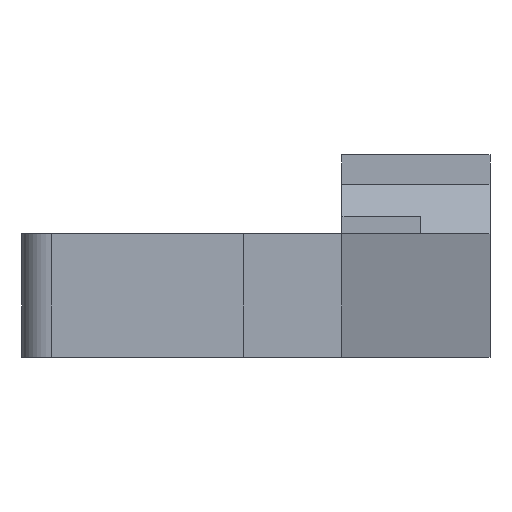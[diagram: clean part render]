
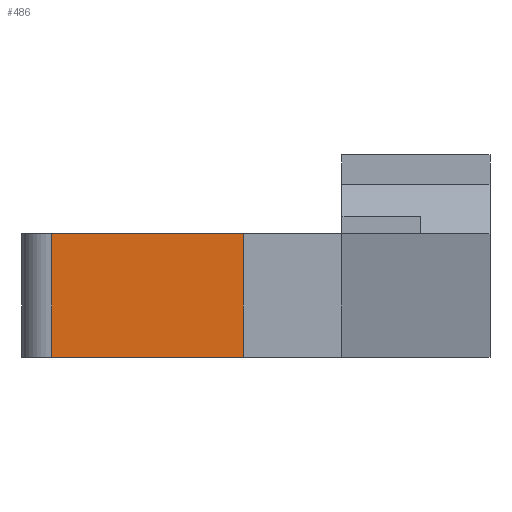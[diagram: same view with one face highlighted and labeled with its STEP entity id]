
A CAD part, left-side view. The second image highlights one B-rep face of the part: STEP entity #486.
In plain terms, the highlighted planar face has unit normal (-1, 0, 0).
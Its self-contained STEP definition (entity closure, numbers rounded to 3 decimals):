
#129 = DIRECTION ( 'NONE',  ( 0., -1., 0. ) ) ;
#400 = LINE ( 'NONE', #1587, #1992 ) ;
#486 = ADVANCED_FACE ( 'NONE', ( #3398 ), #1827, .T. ) ;
#654 = EDGE_CURVE ( 'NONE', #3516, #3558, #2102, .T. ) ;
#705 = EDGE_LOOP ( 'NONE', ( #3186, #1098, #2934, #3623 ) ) ;
#1098 = ORIENTED_EDGE ( 'NONE', *, *, #3808, .T. ) ;
#1238 = VECTOR ( 'NONE', #2786, 1000. ) ;
#1242 = DIRECTION ( 'NONE',  ( -1., 0., 0. ) ) ;
#1343 = VERTEX_POINT ( 'NONE', #2692 ) ;
#1567 = DIRECTION ( 'NONE',  ( 0., 0., 1. ) ) ;
#1587 = CARTESIAN_POINT ( 'NONE',  ( -72.5, 152.5, 4.5 ) ) ;
#1621 = EDGE_CURVE ( 'NONE', #1343, #2592, #400, .T. ) ;
#1827 = PLANE ( 'NONE',  #3813 ) ;
#1860 = CARTESIAN_POINT ( 'NONE',  ( -72.5, -142.5, 313.369 ) ) ;
#1903 = CARTESIAN_POINT ( 'NONE',  ( -72.5, -142.5, 4.5 ) ) ;
#1992 = VECTOR ( 'NONE', #2823, 1000. ) ;
#2102 = LINE ( 'NONE', #3047, #3213 ) ;
#2151 = CARTESIAN_POINT ( 'NONE',  ( -72.5, 152.5, 313.369 ) ) ;
#2255 = CARTESIAN_POINT ( 'NONE',  ( -72.5, -123.074, 313.369 ) ) ;
#2515 = LINE ( 'NONE', #1860, #2989 ) ;
#2557 = CARTESIAN_POINT ( 'NONE',  ( -72.5, -123.074, -8. ) ) ;
#2592 = VERTEX_POINT ( 'NONE', #1903 ) ;
#2692 = CARTESIAN_POINT ( 'NONE',  ( -72.5, -123.074, 4.5 ) ) ;
#2786 = DIRECTION ( 'NONE',  ( 0., 0., 1. ) ) ;
#2823 = DIRECTION ( 'NONE',  ( 0., -1., 0. ) ) ;
#2934 = ORIENTED_EDGE ( 'NONE', *, *, #1621, .F. ) ;
#2945 = LINE ( 'NONE', #2255, #1238 ) ;
#2989 = VECTOR ( 'NONE', #1567, 1000. ) ;
#2999 = DIRECTION ( 'NONE',  ( 0., -1., 0. ) ) ;
#3047 = CARTESIAN_POINT ( 'NONE',  ( -72.5, 152.5, -8. ) ) ;
#3186 = ORIENTED_EDGE ( 'NONE', *, *, #654, .T. ) ;
#3213 = VECTOR ( 'NONE', #129, 1000. ) ;
#3355 = EDGE_CURVE ( 'NONE', #3516, #1343, #2945, .T. ) ;
#3398 = FACE_OUTER_BOUND ( 'NONE', #705, .T. ) ;
#3516 = VERTEX_POINT ( 'NONE', #2557 ) ;
#3558 = VERTEX_POINT ( 'NONE', #3760 ) ;
#3623 = ORIENTED_EDGE ( 'NONE', *, *, #3355, .F. ) ;
#3760 = CARTESIAN_POINT ( 'NONE',  ( -72.5, -142.5, -8. ) ) ;
#3808 = EDGE_CURVE ( 'NONE', #3558, #2592, #2515, .T. ) ;
#3813 = AXIS2_PLACEMENT_3D ( 'NONE', #2151, #1242, #2999 ) ;
